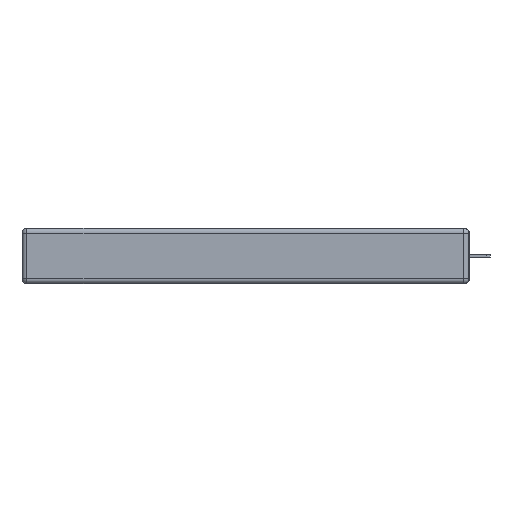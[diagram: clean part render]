
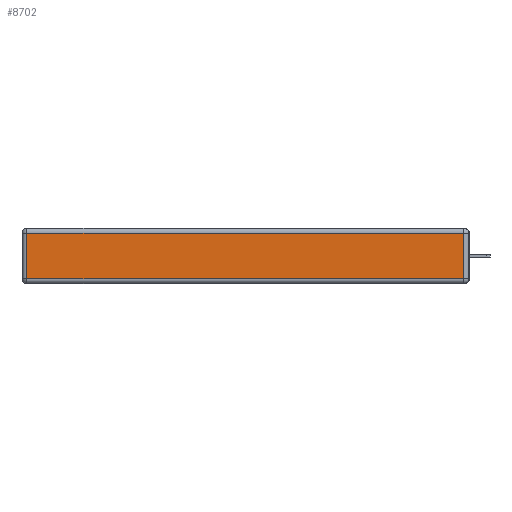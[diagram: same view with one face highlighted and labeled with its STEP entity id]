
A CAD part, left-side view. The second image highlights one B-rep face of the part: STEP entity #8702.
In plain terms, the highlighted planar face has unit normal (-1, 0, 0).
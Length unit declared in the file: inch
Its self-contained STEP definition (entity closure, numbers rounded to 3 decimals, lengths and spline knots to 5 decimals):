
#178 = VECTOR ( 'NONE', #3965, 39.37008 ) ;
#778 = EDGE_LOOP ( 'NONE', ( #13416, #19832, #6177, #6377 ) ) ;
#1288 = VERTEX_POINT ( 'NONE', #12839 ) ;
#2273 = AXIS2_PLACEMENT_3D ( 'NONE', #16970, #7749, #18498 ) ;
#2728 = EDGE_CURVE ( 'NONE', #9674, #1288, #19238, .T. ) ;
#2786 = VECTOR ( 'NONE', #18304, 39.37008 ) ;
#3965 = DIRECTION ( 'NONE',  ( 0., 0., -1. ) ) ;
#5490 = VECTOR ( 'NONE', #15391, 39.37008 ) ;
#6177 = ORIENTED_EDGE ( 'NONE', *, *, #11031, .T. ) ;
#6217 = PLANE ( 'NONE',  #2273 ) ;
#6377 = ORIENTED_EDGE ( 'NONE', *, *, #9537, .T. ) ;
#6772 = FACE_OUTER_BOUND ( 'NONE', #778, .T. ) ;
#7149 = EDGE_CURVE ( 'NONE', #1288, #14530, #8495, .T. ) ;
#7749 = DIRECTION ( 'NONE',  ( -1., 0., 0. ) ) ;
#8495 = LINE ( 'NONE', #8837, #16238 ) ;
#8702 = ADVANCED_FACE ( 'NONE', ( #6772 ), #6217, .T. ) ;
#8837 = CARTESIAN_POINT ( 'NONE',  ( 0., 0.03, -0.343 ) ) ;
#8967 = CARTESIAN_POINT ( 'NONE',  ( 0., 2.72, -0.313 ) ) ;
#9537 = EDGE_CURVE ( 'NONE', #12889, #9674, #19936, .T. ) ;
#9674 = VERTEX_POINT ( 'NONE', #8967 ) ;
#11031 = EDGE_CURVE ( 'NONE', #14530, #12889, #13471, .T. ) ;
#11695 = CARTESIAN_POINT ( 'NONE',  ( 0., 0.03, -0.03 ) ) ;
#12839 = CARTESIAN_POINT ( 'NONE',  ( 0., 0.03, -0.313 ) ) ;
#12889 = VERTEX_POINT ( 'NONE', #14592 ) ;
#13416 = ORIENTED_EDGE ( 'NONE', *, *, #2728, .T. ) ;
#13471 = LINE ( 'NONE', #13858, #5490 ) ;
#13858 = CARTESIAN_POINT ( 'NONE',  ( 0., 2.75, -0.03 ) ) ;
#14107 = CARTESIAN_POINT ( 'NONE',  ( 0., 0., -0.313 ) ) ;
#14530 = VERTEX_POINT ( 'NONE', #11695 ) ;
#14592 = CARTESIAN_POINT ( 'NONE',  ( 0., 2.72, -0.03 ) ) ;
#15391 = DIRECTION ( 'NONE',  ( 0., 1., 0. ) ) ;
#16238 = VECTOR ( 'NONE', #19617, 39.37008 ) ;
#16970 = CARTESIAN_POINT ( 'NONE',  ( 0., 0., -0.343 ) ) ;
#17864 = CARTESIAN_POINT ( 'NONE',  ( 0., 2.72, -0.343 ) ) ;
#18304 = DIRECTION ( 'NONE',  ( 0., -1., 0. ) ) ;
#18498 = DIRECTION ( 'NONE',  ( 0., 0., 1. ) ) ;
#19238 = LINE ( 'NONE', #14107, #2786 ) ;
#19617 = DIRECTION ( 'NONE',  ( 0., 0., 1. ) ) ;
#19832 = ORIENTED_EDGE ( 'NONE', *, *, #7149, .T. ) ;
#19936 = LINE ( 'NONE', #17864, #178 ) ;
